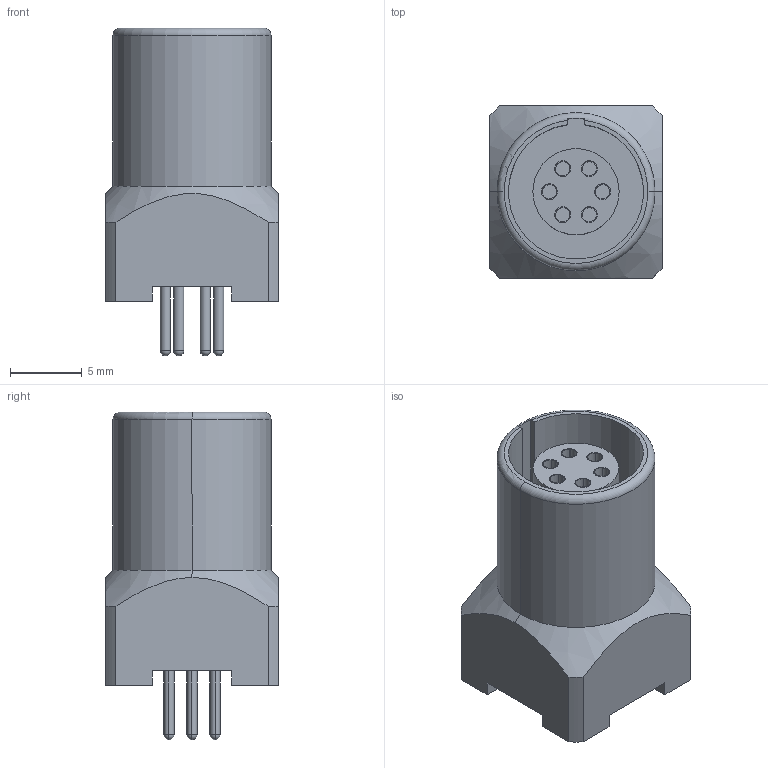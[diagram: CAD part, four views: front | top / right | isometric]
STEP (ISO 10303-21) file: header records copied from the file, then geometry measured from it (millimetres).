
FILE_DESCRIPTION((''),'2;1');
FILE_NAME('LEMO_EZG.1B.306.CLN_Part1.stp','2013-04-25T12:00:23',(''),(''),'Mechanical Desktop 2011','Mechanical Desktop 2011',', , ');
FILE_SCHEMA(('AUTOMOTIVE_DESIGN { 1 2 10303 214 1 1 1 1 }'));
Length unit declared in the file: millimetre
Products named in the file (1): Product
Bounding box: 12 x 12 x 22.8 mm (x, y, z)
Volume: 1491.9 mm3; surface area: 2267 mm2
Topology: 14 solids, 14 shells, 127 faces, 287 edges, 180 vertices
Faces by surface type: cylinder 66, plane 45, sphere 12, cone 2, torus 2
Entity records: 3612 total; most frequent: DIRECTION 672, CARTESIAN_POINT 605, ORIENTED_EDGE 550, AXIS2_PLACEMENT_3D 277, EDGE_CURVE 275, VERTEX_POINT 180, EDGE_LOOP 155, CIRCLE 149
